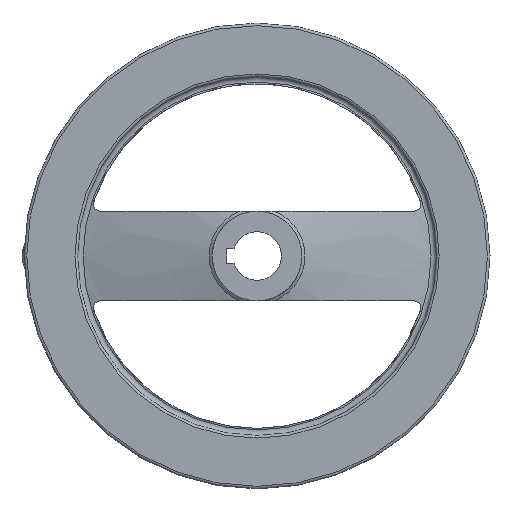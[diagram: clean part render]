
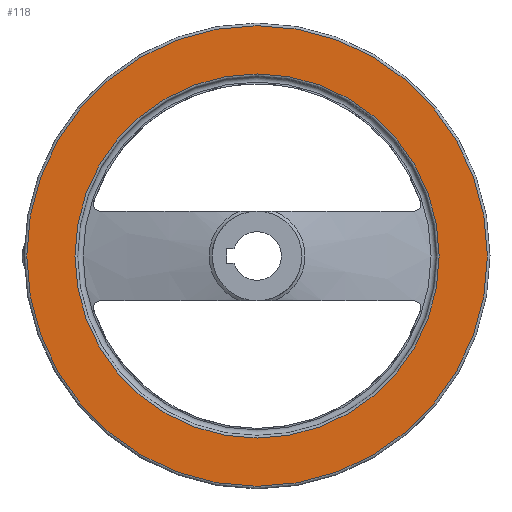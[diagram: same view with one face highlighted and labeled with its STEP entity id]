
A CAD part, left-side view. The second image highlights one B-rep face of the part: STEP entity #118.
In plain terms, the highlighted planar face has unit normal (-1, 0, 0).
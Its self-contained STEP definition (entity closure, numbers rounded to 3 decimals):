
#118 = ADVANCED_FACE( '', ( #252, #253 ), #254, .F. );
#252 = FACE_OUTER_BOUND( '', #388, .T. );
#253 = FACE_BOUND( '', #389, .T. );
#254 = PLANE( '', #390 );
#388 = EDGE_LOOP( '', ( #693 ) );
#389 = EDGE_LOOP( '', ( #694 ) );
#390 = AXIS2_PLACEMENT_3D( '', #695, #696, #697 );
#693 = ORIENTED_EDGE( '', *, *, #787, .F. );
#694 = ORIENTED_EDGE( '', *, *, #791, .T. );
#695 = CARTESIAN_POINT( '', ( 26.6, 97.713, 0. ) );
#696 = DIRECTION( '', ( 1., 0., 0. ) );
#697 = DIRECTION( '', ( 0., 0., -1. ) );
#787 = EDGE_CURVE( '', #932, #932, #933, .T. );
#791 = EDGE_CURVE( '', #939, #939, #940, .T. );
#932 = VERTEX_POINT( '', #1332 );
#933 = CIRCLE( '', #1333, 123.6 );
#939 = VERTEX_POINT( '', #1339 );
#940 = CIRCLE( '', #1340, 97.713 );
#1332 = CARTESIAN_POINT( '', ( 26.6, 0., -123.6 ) );
#1333 = AXIS2_PLACEMENT_3D( '', #1588, #1589, #1590 );
#1339 = CARTESIAN_POINT( '', ( 26.6, 0., -97.713 ) );
#1340 = AXIS2_PLACEMENT_3D( '', #1597, #1598, #1599 );
#1588 = CARTESIAN_POINT( '', ( 26.6, 0., 0. ) );
#1589 = DIRECTION( '', ( 1., 0., 0. ) );
#1590 = DIRECTION( '', ( 0., 0., -1. ) );
#1597 = CARTESIAN_POINT( '', ( 26.6, 0., 0. ) );
#1598 = DIRECTION( '', ( 1., 0., 0. ) );
#1599 = DIRECTION( '', ( 0., 0., -1. ) );
